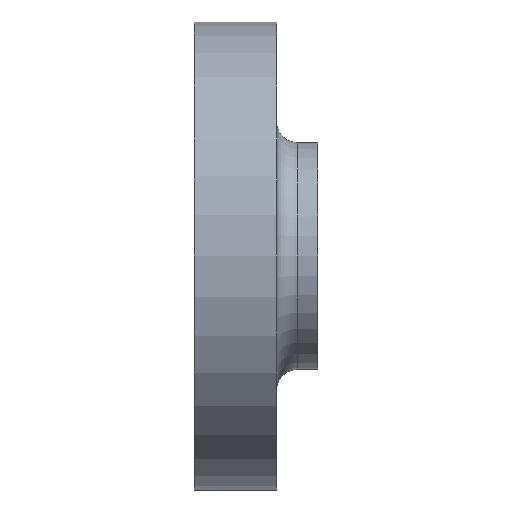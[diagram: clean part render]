
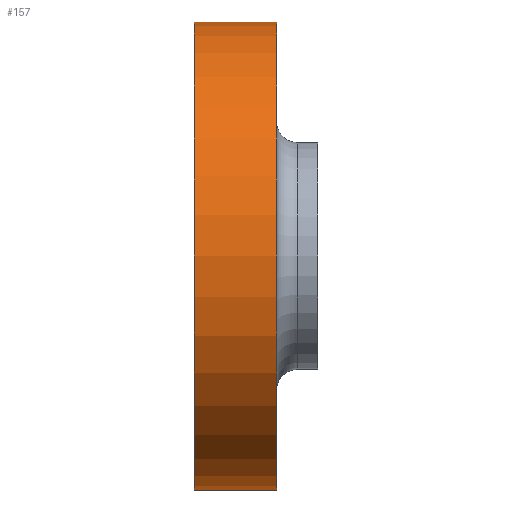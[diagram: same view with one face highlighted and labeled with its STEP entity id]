
A CAD part, front view. The second image highlights one B-rep face of the part: STEP entity #157.
In plain terms, the highlighted cylindrical face has radius 107.95 mm (diameter 215.9 mm), a partial arc.
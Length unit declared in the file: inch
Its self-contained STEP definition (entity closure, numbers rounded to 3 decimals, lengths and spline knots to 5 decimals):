
#31 = AXIS2_PLACEMENT_3D ( 'NONE', #576, #794, #877 ) ;
#57 = CYLINDRICAL_SURFACE ( 'NONE', #546, 4.25 ) ;
#59 = ORIENTED_EDGE ( 'NONE', *, *, #176, .F. ) ;
#66 = VECTOR ( 'NONE', #265, 39.37008 ) ;
#72 = VERTEX_POINT ( 'NONE', #685 ) ;
#79 = VERTEX_POINT ( 'NONE', #221 ) ;
#109 = DIRECTION ( 'NONE',  ( -1., 0., 0. ) ) ;
#136 = CARTESIAN_POINT ( 'NONE',  ( 0., 0., -4.25 ) ) ;
#157 = ADVANCED_FACE ( 'NONE', ( #779 ), #57, .T. ) ;
#166 = VECTOR ( 'NONE', #447, 39.37008 ) ;
#171 = EDGE_CURVE ( 'NONE', #632, #386, #299, .T. ) ;
#176 = EDGE_CURVE ( 'NONE', #72, #79, #849, .T. ) ;
#220 = EDGE_CURVE ( 'NONE', #79, #386, #728, .T. ) ;
#221 = CARTESIAN_POINT ( 'NONE',  ( 0.04986, 0., -4.25 ) ) ;
#265 = DIRECTION ( 'NONE',  ( -1., 0., 0. ) ) ;
#299 = LINE ( 'NONE', #699, #66 ) ;
#386 = VERTEX_POINT ( 'NONE', #826 ) ;
#408 = EDGE_LOOP ( 'NONE', ( #59, #637, #503, #964 ) ) ;
#435 = DIRECTION ( 'NONE',  ( 0., 0., 1. ) ) ;
#447 = DIRECTION ( 'NONE',  ( -1., 0., 0. ) ) ;
#503 = ORIENTED_EDGE ( 'NONE', *, *, #171, .T. ) ;
#530 = CARTESIAN_POINT ( 'NONE',  ( 0., 0., 0. ) ) ;
#546 = AXIS2_PLACEMENT_3D ( 'NONE', #530, #109, #1018 ) ;
#555 = EDGE_CURVE ( 'NONE', #72, #632, #897, .T. ) ;
#575 = AXIS2_PLACEMENT_3D ( 'NONE', #912, #844, #435 ) ;
#576 = CARTESIAN_POINT ( 'NONE',  ( 0.04986, 0., 0. ) ) ;
#632 = VERTEX_POINT ( 'NONE', #780 ) ;
#637 = ORIENTED_EDGE ( 'NONE', *, *, #555, .T. ) ;
#685 = CARTESIAN_POINT ( 'NONE',  ( 1.54986, 0., -4.25 ) ) ;
#699 = CARTESIAN_POINT ( 'NONE',  ( 0., 0., 4.25 ) ) ;
#728 = CIRCLE ( 'NONE', #31, 4.25 ) ;
#779 = FACE_OUTER_BOUND ( 'NONE', #408, .T. ) ;
#780 = CARTESIAN_POINT ( 'NONE',  ( 1.54986, 0., 4.25 ) ) ;
#794 = DIRECTION ( 'NONE',  ( -1., 0., 0. ) ) ;
#826 = CARTESIAN_POINT ( 'NONE',  ( 0.04986, 0., 4.25 ) ) ;
#844 = DIRECTION ( 'NONE',  ( -1., 0., 0. ) ) ;
#849 = LINE ( 'NONE', #136, #166 ) ;
#877 = DIRECTION ( 'NONE',  ( 0., 0., 1. ) ) ;
#897 = CIRCLE ( 'NONE', #575, 4.25 ) ;
#912 = CARTESIAN_POINT ( 'NONE',  ( 1.54986, 0., 0. ) ) ;
#964 = ORIENTED_EDGE ( 'NONE', *, *, #220, .F. ) ;
#1018 = DIRECTION ( 'NONE',  ( 0., 0., 1. ) ) ;
